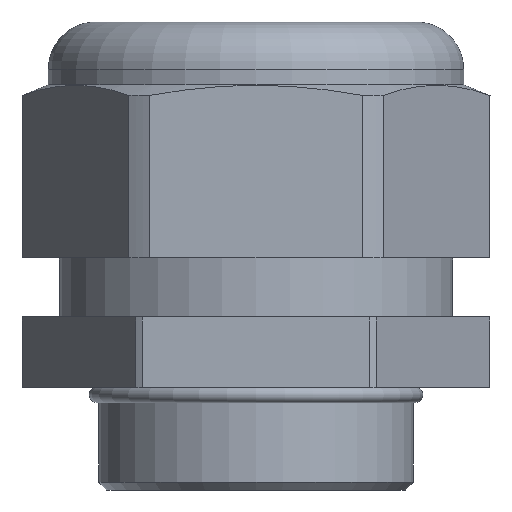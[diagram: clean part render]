
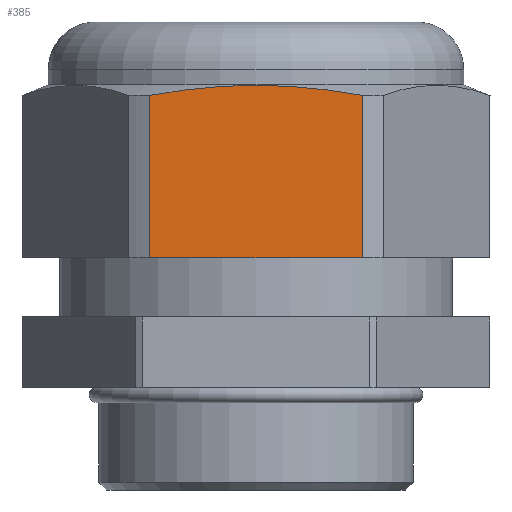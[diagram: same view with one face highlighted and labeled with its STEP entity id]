
A CAD part, front view. The second image highlights one B-rep face of the part: STEP entity #385.
In plain terms, the highlighted planar face has unit normal (0, -1, 0).
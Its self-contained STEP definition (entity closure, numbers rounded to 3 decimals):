
#305 = EDGE_CURVE ( 'NONE', #320, #438, #1075, .T. ) ;
#320 = VERTEX_POINT ( 'NONE', #1076 ) ;
#327 = EDGE_CURVE ( 'NONE', #345, #424, #1007, .T. ) ;
#341 = ORIENTED_EDGE ( 'NONE', *, *, #465, .F. ) ;
#345 = VERTEX_POINT ( 'NONE', #1187 ) ;
#385 = ADVANCED_FACE ( 'NONE', ( #1237 ), #1232, .F. ) ;
#386 = ORIENTED_EDGE ( 'NONE', *, *, #327, .T. ) ;
#388 = ORIENTED_EDGE ( 'NONE', *, *, #482, .F. ) ;
#408 = ORIENTED_EDGE ( 'NONE', *, *, #305, .T. ) ;
#424 = VERTEX_POINT ( 'NONE', #1295 ) ;
#438 = VERTEX_POINT ( 'NONE', #1290 ) ;
#463 = EDGE_LOOP ( 'NONE', ( #341, #386, #388, #408 ) ) ;
#465 = EDGE_CURVE ( 'NONE', #345, #438, #1519, .T. ) ;
#482 = EDGE_CURVE ( 'NONE', #320, #424, #1481, .T. ) ;
#1007 = B_SPLINE_CURVE_WITH_KNOTS ( 'NONE', 3,
 ( #1036, #1035, #1034, #1033, #1032, #1031, #1030, #1029, #1028, #1027 ),
 .UNSPECIFIED., .F., .F.,
 ( 4, 2, 2, 2, 4 ),
 ( 0.002, 0.009, 0.015, 0.022, 0.029 ),
 .UNSPECIFIED. ) ;
#1027 = CARTESIAN_POINT ( 'NONE',  ( -13.521, -26.5, 50.16 ) ) ;
#1028 = CARTESIAN_POINT ( 'NONE',  ( -11.268, -26.5, 50.569 ) ) ;
#1029 = CARTESIAN_POINT ( 'NONE',  ( -8.999, -26.5, 50.9 ) ) ;
#1030 = CARTESIAN_POINT ( 'NONE',  ( -4.476, -26.5, 51.346 ) ) ;
#1031 = CARTESIAN_POINT ( 'NONE',  ( -2.219, -26.5, 51.461 ) ) ;
#1032 = CARTESIAN_POINT ( 'NONE',  ( 2.29, -26.5, 51.459 ) ) ;
#1033 = CARTESIAN_POINT ( 'NONE',  ( 4.54, -26.5, 51.341 ) ) ;
#1034 = CARTESIAN_POINT ( 'NONE',  ( 9.035, -26.5, 50.895 ) ) ;
#1035 = CARTESIAN_POINT ( 'NONE',  ( 11.279, -26.5, 50.568 ) ) ;
#1036 = CARTESIAN_POINT ( 'NONE',  ( 13.521, -26.5, 50.16 ) ) ;
#1074 = CARTESIAN_POINT ( 'NONE',  ( -15.3, -26.5, 29.5 ) ) ;
#1075 = LINE ( 'NONE', #1074, #1113 ) ;
#1076 = CARTESIAN_POINT ( 'NONE',  ( -13.521, -26.5, 29.5 ) ) ;
#1112 = DIRECTION ( 'NONE',  ( 1., 0., 0. ) ) ;
#1113 = VECTOR ( 'NONE', #1112, 1000. ) ;
#1187 = CARTESIAN_POINT ( 'NONE',  ( 13.521, -26.5, 50.16 ) ) ;
#1224 = DIRECTION ( 'NONE',  ( -1., 0., 0. ) ) ;
#1225 = DIRECTION ( 'NONE',  ( 0., 1., 0. ) ) ;
#1226 = CARTESIAN_POINT ( 'NONE',  ( -15.3, -26.5, 49.5 ) ) ;
#1230 = AXIS2_PLACEMENT_3D ( 'NONE', #1226, #1225, #1224 ) ;
#1232 = PLANE ( 'NONE',  #1230 ) ;
#1237 = FACE_OUTER_BOUND ( 'NONE', #463, .T. ) ;
#1290 = CARTESIAN_POINT ( 'NONE',  ( 13.521, -26.5, 29.5 ) ) ;
#1295 = CARTESIAN_POINT ( 'NONE',  ( -13.521, -26.5, 50.16 ) ) ;
#1429 = DIRECTION ( 'NONE',  ( 0., 0., -1. ) ) ;
#1430 = VECTOR ( 'NONE', #1429, 1000. ) ;
#1431 = CARTESIAN_POINT ( 'NONE',  ( 13.521, -26.5, 59.5 ) ) ;
#1478 = DIRECTION ( 'NONE',  ( 0., 0., 1. ) ) ;
#1479 = VECTOR ( 'NONE', #1478, 1000. ) ;
#1480 = CARTESIAN_POINT ( 'NONE',  ( -13.521, -26.5, 59.5 ) ) ;
#1481 = LINE ( 'NONE', #1480, #1479 ) ;
#1519 = LINE ( 'NONE', #1431, #1430 ) ;
